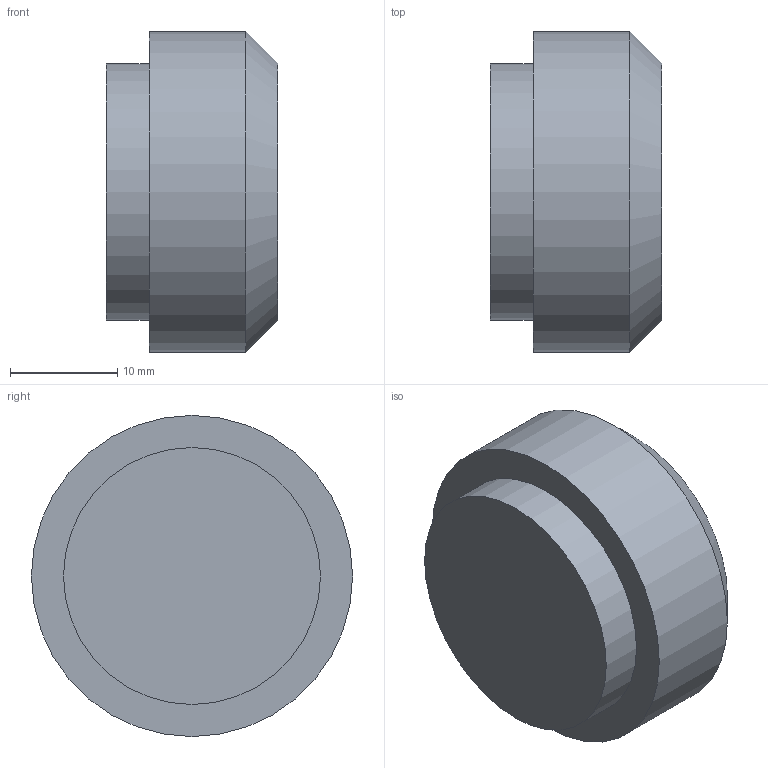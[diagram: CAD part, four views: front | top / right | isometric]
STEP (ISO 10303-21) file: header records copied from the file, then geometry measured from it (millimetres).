
FILE_DESCRIPTION(('FreeCAD Model'),'2;1');
FILE_NAME('button.stp', '2020-07-16T21:46:35',('Author'),(''), 'Open CASCADE STEP processor 7.3','FreeCAD','Unknown');
FILE_SCHEMA(('AUTOMOTIVE_DESIGN { 1 0 10303 214 1 1 1 1 }'));
Length unit declared in the file: millimetre
Products named in the file (1): Body
Bounding box: 16 x 30 x 30 mm (x, y, z)
Volume: 9896 mm3; surface area: 2668.9 mm2
Topology: 1 solids, 1 shells, 6 faces, 8 edges, 5 vertices
Faces by surface type: plane 3, cylinder 2, cone 1
Full cylindrical faces by diameter (mm): 24 x1, 30 x1
Entity records: 255 total; most frequent: DIRECTION 43, CARTESIAN_POINT 36, ORIENTED_EDGE 16, PCURVE 16, DEFINITIONAL_REPRESENTATION 16, LINE 15, VECTOR 15, AXIS2_PLACEMENT_3D 12
